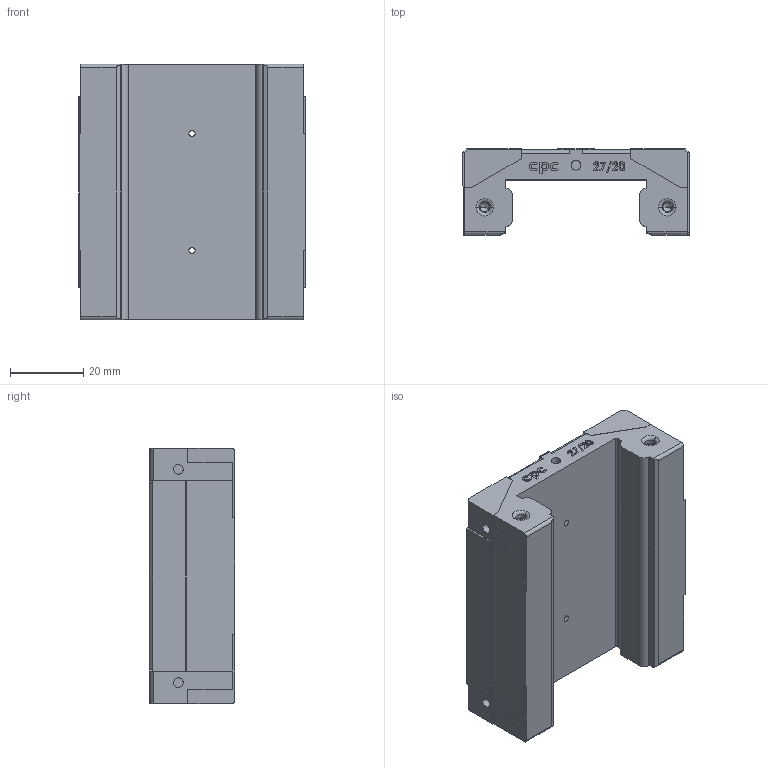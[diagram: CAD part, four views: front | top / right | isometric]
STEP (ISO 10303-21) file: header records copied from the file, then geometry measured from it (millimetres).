
FILE_DESCRIPTION (( 'STEP AP214' ), '1' );
FILE_NAME ('WRC27-20MN-block-X2.STEP', '2018-07-09T06:51:44', ( '' ), ( '' ), 'SwSTEP 2.0', 'SolidWorks 2010', '' );
FILE_SCHEMA (( 'AUTOMOTIVE_DESIGN' ));
Length unit declared in the file: millimetre
Products named in the file (1): WRC27-20MN-block-X2
Bounding box: 62 x 23.5 x 70 mm (x, y, z)
Volume: 60698.7 mm3; surface area: 17329.5 mm2
Topology: 1 solids, 1 shells, 433 faces, 1133 edges, 730 vertices
Faces by surface type: plane 214, bspline 92, cylinder 87, cone 32, torus 8
Entity records: 21775 total; most frequent: CARTESIAN_POINT 11399, ORIENTED_EDGE 2234, DIRECTION 1797, EDGE_CURVE 1117, VERTEX_POINT 730, VECTOR 713, LINE 713, AXIS2_PLACEMENT_3D 542
